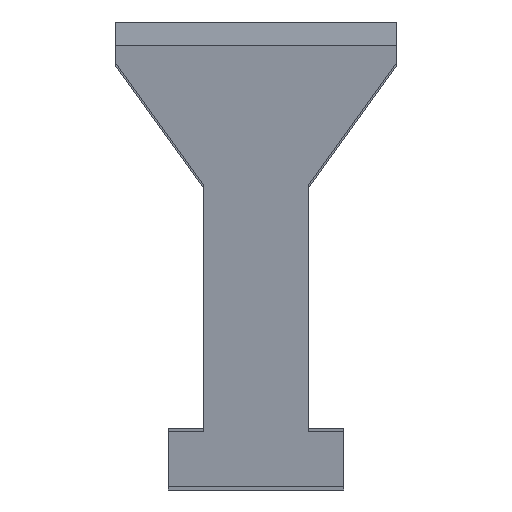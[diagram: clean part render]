
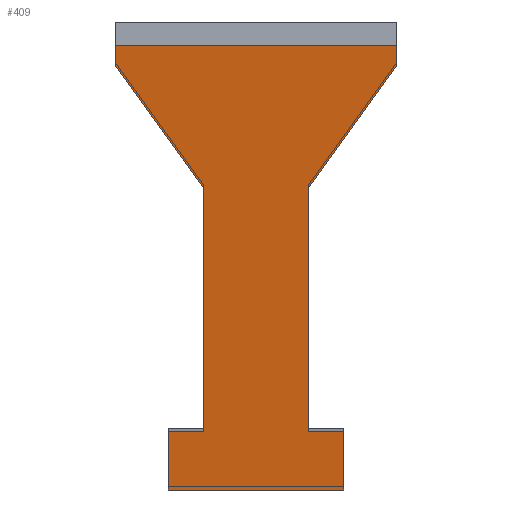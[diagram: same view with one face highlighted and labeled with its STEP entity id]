
A CAD part, front view. The second image highlights one B-rep face of the part: STEP entity #409.
In plain terms, the highlighted planar face has unit normal (0, -0.99, -0.139).
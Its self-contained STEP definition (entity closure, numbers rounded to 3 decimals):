
#28=FACE_OUTER_BOUND('',#52,.T.);
#52=EDGE_LOOP('',(#292,#293,#294,#295,#296,#297,#298,#299,#300,#301,#302,
#303));
#86=LINE('',#617,#136);
#91=LINE('',#631,#141);
#94=LINE('',#636,#144);
#95=LINE('',#638,#145);
#96=LINE('',#640,#146);
#97=LINE('',#642,#147);
#98=LINE('',#644,#148);
#99=LINE('',#646,#149);
#100=LINE('',#648,#150);
#101=LINE('',#650,#151);
#102=LINE('',#652,#152);
#103=LINE('',#653,#153);
#136=VECTOR('',#502,10.);
#141=VECTOR('',#513,10.);
#144=VECTOR('',#518,10.);
#145=VECTOR('',#519,10.);
#146=VECTOR('',#520,10.);
#147=VECTOR('',#521,10.);
#148=VECTOR('',#522,10.);
#149=VECTOR('',#523,10.);
#150=VECTOR('',#524,10.);
#151=VECTOR('',#525,10.);
#152=VECTOR('',#526,10.);
#153=VECTOR('',#527,10.);
#187=VERTEX_POINT('',#614);
#188=VERTEX_POINT('',#616);
#194=VERTEX_POINT('',#630);
#195=VERTEX_POINT('',#635);
#196=VERTEX_POINT('',#637);
#197=VERTEX_POINT('',#639);
#198=VERTEX_POINT('',#641);
#199=VERTEX_POINT('',#643);
#200=VERTEX_POINT('',#645);
#201=VERTEX_POINT('',#647);
#202=VERTEX_POINT('',#649);
#203=VERTEX_POINT('',#651);
#224=EDGE_CURVE('',#187,#188,#86,.T.);
#231=EDGE_CURVE('',#194,#188,#91,.T.);
#234=EDGE_CURVE('',#187,#195,#94,.T.);
#235=EDGE_CURVE('',#195,#196,#95,.T.);
#236=EDGE_CURVE('',#196,#197,#96,.T.);
#237=EDGE_CURVE('',#197,#198,#97,.T.);
#238=EDGE_CURVE('',#198,#199,#98,.T.);
#239=EDGE_CURVE('',#199,#200,#99,.T.);
#240=EDGE_CURVE('',#200,#201,#100,.T.);
#241=EDGE_CURVE('',#201,#202,#101,.T.);
#242=EDGE_CURVE('',#202,#203,#102,.T.);
#243=EDGE_CURVE('',#203,#194,#103,.T.);
#292=ORIENTED_EDGE('',*,*,#234,.T.);
#293=ORIENTED_EDGE('',*,*,#235,.T.);
#294=ORIENTED_EDGE('',*,*,#236,.T.);
#295=ORIENTED_EDGE('',*,*,#237,.T.);
#296=ORIENTED_EDGE('',*,*,#238,.T.);
#297=ORIENTED_EDGE('',*,*,#239,.T.);
#298=ORIENTED_EDGE('',*,*,#240,.T.);
#299=ORIENTED_EDGE('',*,*,#241,.T.);
#300=ORIENTED_EDGE('',*,*,#242,.T.);
#301=ORIENTED_EDGE('',*,*,#243,.T.);
#302=ORIENTED_EDGE('',*,*,#231,.T.);
#303=ORIENTED_EDGE('',*,*,#224,.F.);
#370=PLANE('',#456);
#409=ADVANCED_FACE('',(#28),#370,.F.);
#456=AXIS2_PLACEMENT_3D('',#634,#516,#517);
#502=DIRECTION('',(1.,0.,0.));
#513=DIRECTION('',(0.,-0.139,0.99));
#516=DIRECTION('center_axis',(0.,0.99,0.139));
#517=DIRECTION('ref_axis',(1.,0.,0.));
#518=DIRECTION('',(0.,0.139,-0.99));
#519=DIRECTION('',(0.58,0.113,-0.806));
#520=DIRECTION('',(0.,0.139,-0.99));
#521=DIRECTION('',(-1.,0.,0.));
#522=DIRECTION('',(0.,0.139,-0.99));
#523=DIRECTION('',(1.,0.,0.));
#524=DIRECTION('',(0.,-0.139,0.99));
#525=DIRECTION('',(-1.,0.,0.));
#526=DIRECTION('',(0.,-0.139,0.99));
#527=DIRECTION('',(0.58,-0.113,0.806));
#614=CARTESIAN_POINT('',(0.,598.261,0.));
#616=CARTESIAN_POINT('',(24.,598.261,0.));
#617=CARTESIAN_POINT('',(12.,598.261,0.));
#630=CARTESIAN_POINT('',(24.,598.503,-1.722));
#631=CARTESIAN_POINT('',(24.,599.631,-9.743));
#634=CARTESIAN_POINT('Origin',(12.,600.758,-17.765));
#635=CARTESIAN_POINT('',(0.,598.503,-1.722));
#636=CARTESIAN_POINT('',(0.,599.631,-9.743));
#637=CARTESIAN_POINT('',(7.5,599.968,-12.142));
#638=CARTESIAN_POINT('',(9.6,600.378,-15.059));
#639=CARTESIAN_POINT('',(7.5,602.891,-32.938));
#640=CARTESIAN_POINT('',(7.5,601.824,-25.351));
#641=CARTESIAN_POINT('',(4.5,602.891,-32.938));
#642=CARTESIAN_POINT('',(8.25,602.891,-32.938));
#643=CARTESIAN_POINT('',(4.5,603.586,-37.889));
#644=CARTESIAN_POINT('',(4.5,602.172,-27.827));
#645=CARTESIAN_POINT('',(19.5,603.586,-37.889));
#646=CARTESIAN_POINT('',(0.,603.586,-37.889));
#647=CARTESIAN_POINT('',(19.5,602.891,-32.938));
#648=CARTESIAN_POINT('',(19.5,601.824,-25.351));
#649=CARTESIAN_POINT('',(16.5,602.891,-32.938));
#650=CARTESIAN_POINT('',(14.25,602.891,-32.938));
#651=CARTESIAN_POINT('',(16.5,599.968,-12.142));
#652=CARTESIAN_POINT('',(16.5,600.363,-14.953));
#653=CARTESIAN_POINT('',(18.15,599.646,-9.849));
